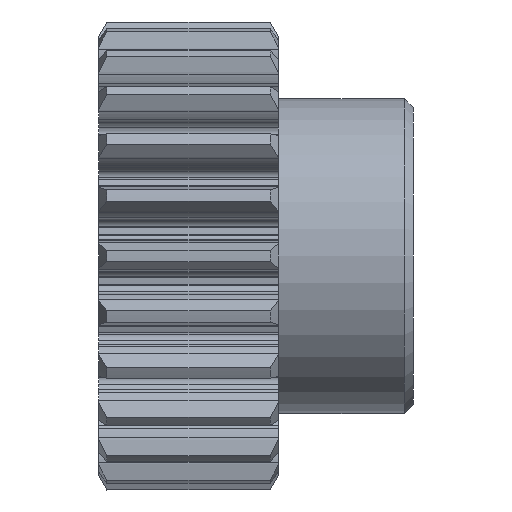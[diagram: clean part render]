
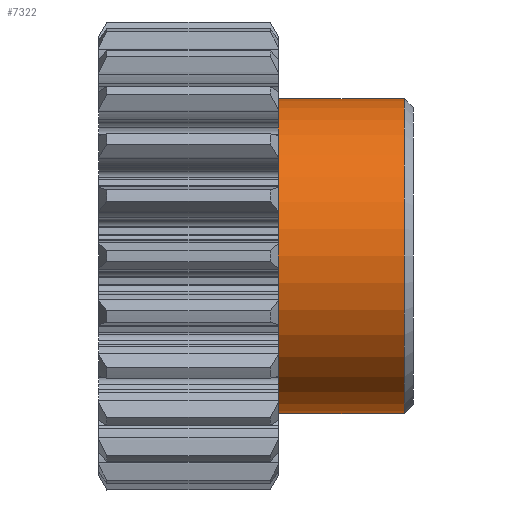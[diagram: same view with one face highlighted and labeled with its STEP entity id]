
A CAD part, front view. The second image highlights one B-rep face of the part: STEP entity #7322.
In plain terms, the highlighted cylindrical face has radius 17.5 mm (diameter 35 mm), a full revolution.
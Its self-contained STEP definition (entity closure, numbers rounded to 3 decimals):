
#34=CYLINDRICAL_SURFACE('',#8454,17.5);
#389=VECTOR('',#10368,1.);
#747=LINE('',#13407,#389);
#1743=VERTEX_POINT('',#12764);
#2054=VERTEX_POINT('',#13408);
#2055=VERTEX_POINT('',#13410);
#2470=CIRCLE('',#8135,17.5);
#2787=CIRCLE('',#8455,17.5);
#3308=EDGE_CURVE('',#1743,#1743,#2470,.T.);
#3644=EDGE_CURVE('',#2054,#1743,#747,.T.);
#3645=EDGE_CURVE('',#2055,#2054,#2787,.T.);
#3646=EDGE_CURVE('',#2054,#2055,#2787,.T.);
#4910=ORIENTED_EDGE('',*,*,#3644,.T.);
#4911=ORIENTED_EDGE('',*,*,#3308,.T.);
#4912=ORIENTED_EDGE('',*,*,#3644,.F.);
#4913=ORIENTED_EDGE('',*,*,#3645,.F.);
#4914=ORIENTED_EDGE('',*,*,#3646,.F.);
#6500=EDGE_LOOP('',(#4910,#4911,#4912,#4913,#4914));
#6912=FACE_BOUND('',#6500,.T.);
#7322=ADVANCED_FACE('',(#6912),#34,.T.);
#8135=AXIS2_PLACEMENT_3D('',#12763,#9727,#9728);
#8454=AXIS2_PLACEMENT_3D('',#13406,#10366,#10367);
#8455=AXIS2_PLACEMENT_3D('',#13409,#10369,#10370);
#9727=DIRECTION('',(1.,0.,0.));
#9728=DIRECTION('',(0.,0.,-17.5));
#10366=DIRECTION('',(1.,0.,0.));
#10367=DIRECTION('',(0.,0.,-17.5));
#10368=DIRECTION('',(-1.,0.,0.));
#10369=DIRECTION('',(1.,0.,0.));
#10370=DIRECTION('',(0.,0.,-17.5));
#12763=CARTESIAN_POINT('',(20.,0.,0.));
#12764=CARTESIAN_POINT('',(20.,0.,-17.5));
#13406=CARTESIAN_POINT('',(35.,0.,0.));
#13407=CARTESIAN_POINT('',(19.,0.,-17.5));
#13408=CARTESIAN_POINT('',(34.,0.,-17.5));
#13409=CARTESIAN_POINT('',(34.,0.,0.));
#13410=CARTESIAN_POINT('',(34.,0.,17.5));
